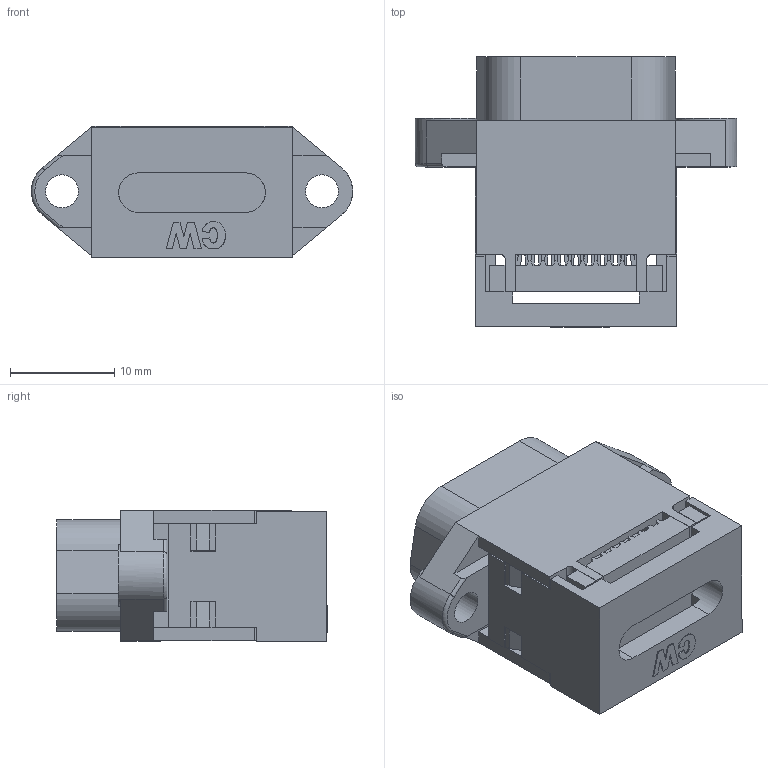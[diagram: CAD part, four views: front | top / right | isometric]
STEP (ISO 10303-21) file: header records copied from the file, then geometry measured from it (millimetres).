
FILE_DESCRIPTION(/* description */ (''),/* implementation_level */ '2;1');
FILE_NAME(/* name */ 'CWR-180-9 3D Model.stp',/* time_stamp */ '2023-12-04T13:48:11-05:00',/* author */ ('dwiltbank'),/* organization */ (''),/* preprocessor_version */ 'ST-DEVELOPER v19.2',/* originating_system */ 'Autodesk Inventor 2024',/* authorisation */ '');
FILE_SCHEMA (('AUTOMOTIVE_DESIGN { 1 0 10303 214 3 1 1 }'));
Products named in the file (1): CWR-180-9_Simplify_1
Bounding box: 30.89 x 25.99 x 12.67 mm (x, y, z)
Volume: 4290.9 mm3; surface area: 6427.2 mm2
Topology: 1 solids, 1 shells, 1884 faces, 5501 edges, 3021 vertices
Faces by surface type: plane 1404, cylinder 417, bspline 35, torus 19, sphere 9
Full cylindrical faces by diameter (mm): 1.092 x9, 3.175 x2, 5.893 x2
Entity records: 63771 total; most frequent: CARTESIAN_POINT 11589, ORIENTED_EDGE 11020, DIRECTION 10218, EDGE_CURVE 5510, LINE 4326, VECTOR 4326, VERTEX_POINT 3021, AXIS2_PLACEMENT_3D 2946
